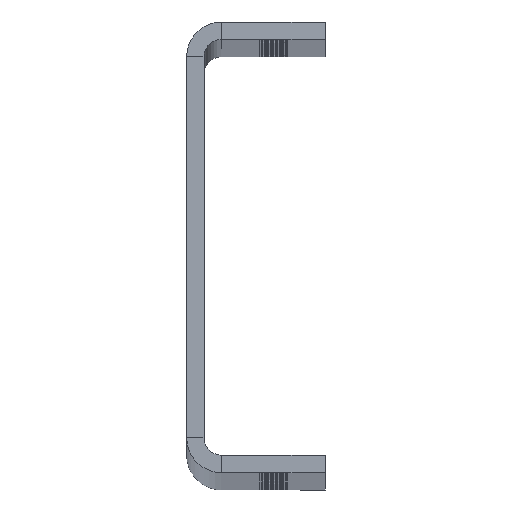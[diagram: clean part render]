
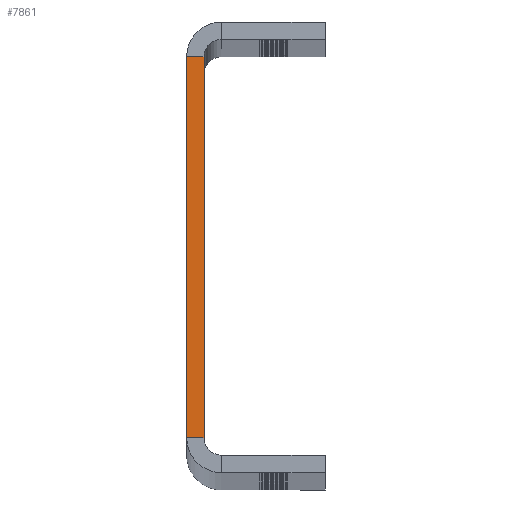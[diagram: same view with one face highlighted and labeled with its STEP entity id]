
A CAD part, top view. The second image highlights one B-rep face of the part: STEP entity #7861.
In plain terms, the highlighted planar face has unit normal (0, 0, 1).
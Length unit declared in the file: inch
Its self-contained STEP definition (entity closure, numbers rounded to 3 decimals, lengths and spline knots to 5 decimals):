
#6016=CARTESIAN_POINT('',(0.125,2.875,36.0));
#6017=VERTEX_POINT('',#6016);
#6209=CARTESIAN_POINT('',(0.25,2.875,36.0));
#6210=VERTEX_POINT('',#6209);
#6211=CARTESIAN_POINT('',(0.25,2.875,36.0));
#6212=DIRECTION('',(-1.0,0.0,0.0));
#6213=VECTOR('',#6212,0.125);
#6214=LINE('',#6211,#6213);
#6215=EDGE_CURVE('',#6210,#6017,#6214,.T.);
#6394=CARTESIAN_POINT('',(0.125,0.125,36.0));
#6395=VERTEX_POINT('',#6394);
#6563=CARTESIAN_POINT('',(0.25,0.125,36.0));
#6564=VERTEX_POINT('',#6563);
#6572=CARTESIAN_POINT('',(0.125,0.125,36.0));
#6573=DIRECTION('',(1.0,0.0,0.0));
#6574=VECTOR('',#6573,0.125);
#6575=LINE('',#6572,#6574);
#6576=EDGE_CURVE('',#6395,#6564,#6575,.T.);
#6766=CARTESIAN_POINT('',(0.125,2.875,36.0));
#6767=DIRECTION('',(0.0,-1.0,0.0));
#6768=VECTOR('',#6767,2.75);
#6769=LINE('',#6766,#6768);
#6770=EDGE_CURVE('',#6017,#6395,#6769,.T.);
#7845=CARTESIAN_POINT('',(0.125,0.0,36.0));
#7846=DIRECTION('',(0.0,0.0,1.0));
#7847=DIRECTION('',(1.0,0.0,0.0));
#7848=AXIS2_PLACEMENT_3D('',#7845,#7846,#7847);
#7849=PLANE('',#7848);
#7850=ORIENTED_EDGE('',*,*,#6576,.T.);
#7851=CARTESIAN_POINT('',(0.25,0.125,36.0));
#7852=DIRECTION('',(0.0,1.0,0.0));
#7853=VECTOR('',#7852,2.75);
#7854=LINE('',#7851,#7853);
#7855=EDGE_CURVE('',#6564,#6210,#7854,.T.);
#7856=ORIENTED_EDGE('',*,*,#7855,.T.);
#7857=ORIENTED_EDGE('',*,*,#6215,.T.);
#7858=ORIENTED_EDGE('',*,*,#6770,.T.);
#7859=EDGE_LOOP('',(#7850,#7856,#7857,#7858));
#7860=FACE_OUTER_BOUND('',#7859,.T.);
#7861=ADVANCED_FACE('',(#7860),#7849,.T.);
